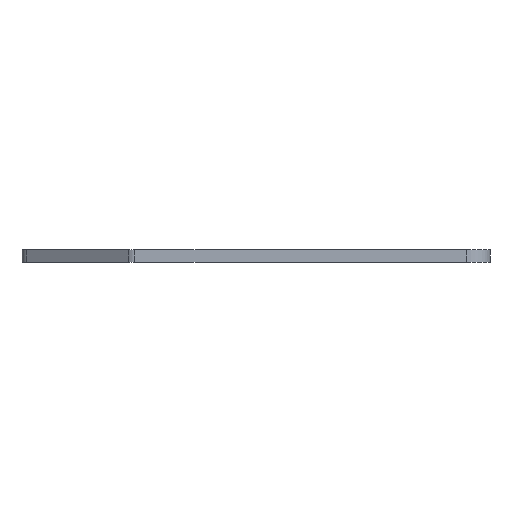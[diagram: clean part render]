
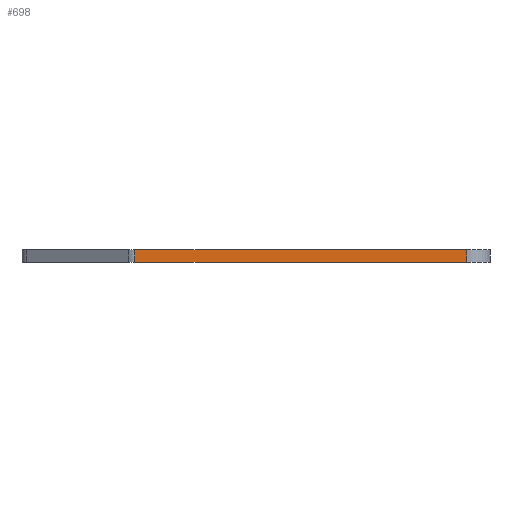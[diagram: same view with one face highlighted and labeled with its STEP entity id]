
A CAD part, left-side view. The second image highlights one B-rep face of the part: STEP entity #698.
In plain terms, the highlighted planar face has unit normal (-1, 0, 0).
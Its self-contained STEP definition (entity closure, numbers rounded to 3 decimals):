
#7 = ORIENTED_EDGE ( 'NONE', *, *, #257, .T. ) ;
#41 = EDGE_CURVE ( 'NONE', #226, #383, #414, .T. ) ;
#49 = VECTOR ( 'NONE', #644, 1000. ) ;
#55 = LINE ( 'NONE', #376, #49 ) ;
#91 = CARTESIAN_POINT ( 'NONE',  ( -32.493, 29.141, 0. ) ) ;
#127 = ORIENTED_EDGE ( 'NONE', *, *, #41, .F. ) ;
#132 = CARTESIAN_POINT ( 'NONE',  ( -32.493, 29.141, 1. ) ) ;
#146 = CARTESIAN_POINT ( 'NONE',  ( -32.493, 29.141, 1. ) ) ;
#150 = LINE ( 'NONE', #132, #358 ) ;
#183 = VECTOR ( 'NONE', #333, 1000. ) ;
#184 = PLANE ( 'NONE',  #693 ) ;
#226 = VERTEX_POINT ( 'NONE', #428 ) ;
#246 = CARTESIAN_POINT ( 'NONE',  ( -32.493, 2., 0. ) ) ;
#257 = EDGE_CURVE ( 'NONE', #495, #503, #476, .T. ) ;
#271 = VECTOR ( 'NONE', #447, 1000. ) ;
#295 = DIRECTION ( 'NONE',  ( 0., 0., -1. ) ) ;
#319 = ORIENTED_EDGE ( 'NONE', *, *, #583, .F. ) ;
#333 = DIRECTION ( 'NONE',  ( 0., 0., -1. ) ) ;
#350 = ORIENTED_EDGE ( 'NONE', *, *, #678, .T. ) ;
#358 = VECTOR ( 'NONE', #512, 1000. ) ;
#376 = CARTESIAN_POINT ( 'NONE',  ( -32.493, 29.141, 0. ) ) ;
#383 = VERTEX_POINT ( 'NONE', #246 ) ;
#402 = EDGE_LOOP ( 'NONE', ( #350, #127, #319, #7 ) ) ;
#414 = LINE ( 'NONE', #681, #183 ) ;
#428 = CARTESIAN_POINT ( 'NONE',  ( -32.493, 2., 1. ) ) ;
#431 = CARTESIAN_POINT ( 'NONE',  ( -32.493, 29.141, 1. ) ) ;
#447 = DIRECTION ( 'NONE',  ( 0., 0., -1. ) ) ;
#476 = LINE ( 'NONE', #146, #271 ) ;
#495 = VERTEX_POINT ( 'NONE', #504 ) ;
#503 = VERTEX_POINT ( 'NONE', #91 ) ;
#504 = CARTESIAN_POINT ( 'NONE',  ( -32.493, 29.141, 1. ) ) ;
#512 = DIRECTION ( 'NONE',  ( 0., -1., 0. ) ) ;
#583 = EDGE_CURVE ( 'NONE', #495, #226, #150, .T. ) ;
#588 = FACE_OUTER_BOUND ( 'NONE', #402, .T. ) ;
#614 = DIRECTION ( 'NONE',  ( 1., 0., 0. ) ) ;
#644 = DIRECTION ( 'NONE',  ( 0., -1., 0. ) ) ;
#678 = EDGE_CURVE ( 'NONE', #503, #383, #55, .T. ) ;
#681 = CARTESIAN_POINT ( 'NONE',  ( -32.493, 2., 1. ) ) ;
#693 = AXIS2_PLACEMENT_3D ( 'NONE', #431, #614, #295 ) ;
#698 = ADVANCED_FACE ( 'NONE', ( #588 ), #184, .F. ) ;
